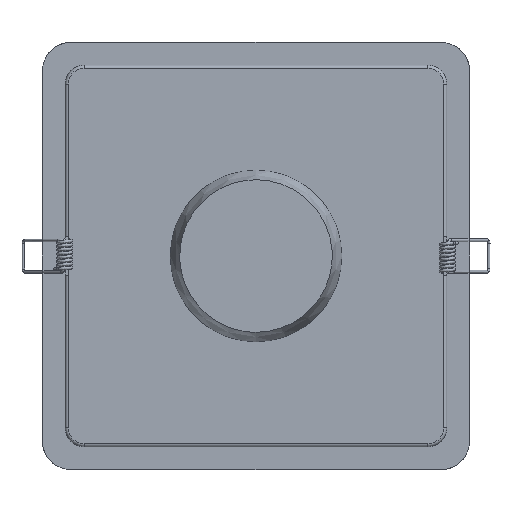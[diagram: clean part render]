
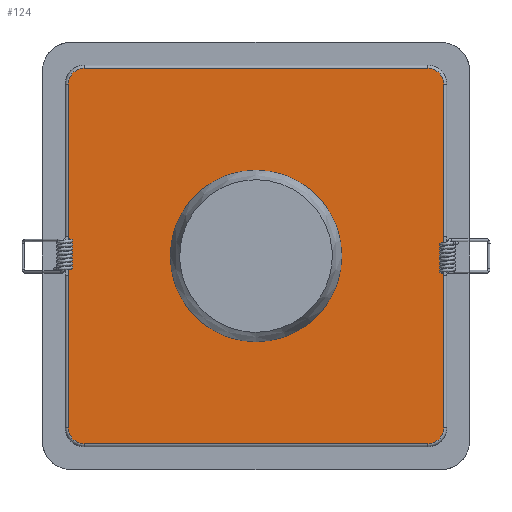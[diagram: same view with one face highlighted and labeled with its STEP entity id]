
A CAD part, front view. The second image highlights one B-rep face of the part: STEP entity #124.
In plain terms, the highlighted face is planar.
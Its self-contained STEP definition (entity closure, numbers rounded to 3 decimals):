
#1 = DIRECTION ( 'NONE',  ( 0., 0., 1. ) ) ;
#5 = LINE ( 'NONE', #1428, #4354 ) ;
#124 = ADVANCED_FACE ( 'NONE', ( #8764, #5215 ), #2450, .T. ) ;
#166 = EDGE_CURVE ( 'NONE', #4586, #6682, #3135, .T. ) ;
#211 = CARTESIAN_POINT ( 'NONE',  ( 98.5, -90., 10. ) ) ;
#288 = DIRECTION ( 'NONE',  ( 0., -1., 0. ) ) ;
#327 = LINE ( 'NONE', #5860, #393 ) ;
#393 = VECTOR ( 'NONE', #288, 1000. ) ;
#424 = ORIENTED_EDGE ( 'NONE', *, *, #1779, .T. ) ;
#455 = CARTESIAN_POINT ( 'NONE',  ( 98.5, -10., 10. ) ) ;
#494 = AXIS2_PLACEMENT_3D ( 'NONE', #1050, #4605, #5528 ) ;
#517 = DIRECTION ( 'NONE',  ( 0., 1., 0. ) ) ;
#553 = CIRCLE ( 'NONE', #3196, 8.5 ) ;
#559 = CARTESIAN_POINT ( 'NONE',  ( 0., 0., 10. ) ) ;
#609 = DIRECTION ( 'NONE',  ( -1., 0., 0. ) ) ;
#663 = CARTESIAN_POINT ( 'NONE',  ( 90., -98.5, 10. ) ) ;
#737 = EDGE_CURVE ( 'NONE', #4442, #1206, #5566, .T. ) ;
#778 = DIRECTION ( 'NONE',  ( 0., 1., 0. ) ) ;
#804 = VERTEX_POINT ( 'NONE', #8832 ) ;
#1020 = CARTESIAN_POINT ( 'NONE',  ( -90., 90., 10. ) ) ;
#1050 = CARTESIAN_POINT ( 'NONE',  ( 90., 90., 10. ) ) ;
#1138 = DIRECTION ( 'NONE',  ( 0., 1., 0. ) ) ;
#1206 = VERTEX_POINT ( 'NONE', #5908 ) ;
#1387 = LINE ( 'NONE', #6922, #7028 ) ;
#1428 = CARTESIAN_POINT ( 'NONE',  ( 90., -98.5, 10. ) ) ;
#1445 = ORIENTED_EDGE ( 'NONE', *, *, #7934, .F. ) ;
#1536 = EDGE_CURVE ( 'NONE', #6905, #7114, #327, .T. ) ;
#1558 = AXIS2_PLACEMENT_3D ( 'NONE', #559, #7711, #7057 ) ;
#1641 = VECTOR ( 'NONE', #4322, 1000. ) ;
#1660 = VERTEX_POINT ( 'NONE', #663 ) ;
#1704 = EDGE_CURVE ( 'NONE', #5828, #804, #5397, .T. ) ;
#1746 = CARTESIAN_POINT ( 'NONE',  ( -98.5, -10., 10. ) ) ;
#1761 = EDGE_LOOP ( 'NONE', ( #7773 ) ) ;
#1779 = EDGE_CURVE ( 'NONE', #7695, #5818, #1387, .T. ) ;
#1966 = EDGE_CURVE ( 'NONE', #1206, #7695, #553, .T. ) ;
#1967 = DIRECTION ( 'NONE',  ( 0., 0., 1. ) ) ;
#1977 = ORIENTED_EDGE ( 'NONE', *, *, #166, .T. ) ;
#2086 = DIRECTION ( 'NONE',  ( 0., 1., 0. ) ) ;
#2137 = LINE ( 'NONE', #3555, #1641 ) ;
#2296 = CARTESIAN_POINT ( 'NONE',  ( -90., 98.5, 10. ) ) ;
#2450 = PLANE ( 'NONE',  #494 ) ;
#2563 = CARTESIAN_POINT ( 'NONE',  ( 98.5, 10., 10. ) ) ;
#2814 = CARTESIAN_POINT ( 'NONE',  ( 98.5, 90., 10. ) ) ;
#2956 = DIRECTION ( 'NONE',  ( 0., 1., 0. ) ) ;
#3135 = LINE ( 'NONE', #455, #4761 ) ;
#3155 = CIRCLE ( 'NONE', #1558, 45. ) ;
#3184 = CARTESIAN_POINT ( 'NONE',  ( 90., 98.5, 10. ) ) ;
#3196 = AXIS2_PLACEMENT_3D ( 'NONE', #8432, #1, #2956 ) ;
#3444 = CIRCLE ( 'NONE', #8153, 8.5 ) ;
#3555 = CARTESIAN_POINT ( 'NONE',  ( 98.5, -10., 10. ) ) ;
#3714 = CARTESIAN_POINT ( 'NONE',  ( -98.5, 10., 10. ) ) ;
#3930 = EDGE_CURVE ( 'NONE', #5818, #6905, #5322, .T. ) ;
#3978 = ORIENTED_EDGE ( 'NONE', *, *, #4967, .F. ) ;
#4210 = DIRECTION ( 'NONE',  ( 0., 1., 0. ) ) ;
#4293 = ORIENTED_EDGE ( 'NONE', *, *, #5407, .T. ) ;
#4322 = DIRECTION ( 'NONE',  ( 0., -1., 0. ) ) ;
#4342 = CIRCLE ( 'NONE', #6710, 8.5 ) ;
#4354 = VECTOR ( 'NONE', #5025, 1000. ) ;
#4442 = VERTEX_POINT ( 'NONE', #2563 ) ;
#4520 = CARTESIAN_POINT ( 'NONE',  ( 98.5, -10., 10. ) ) ;
#4540 = ORIENTED_EDGE ( 'NONE', *, *, #737, .T. ) ;
#4586 = VERTEX_POINT ( 'NONE', #211 ) ;
#4605 = DIRECTION ( 'NONE',  ( 0., 0., 1. ) ) ;
#4737 = CARTESIAN_POINT ( 'NONE',  ( 90., -90., 10. ) ) ;
#4761 = VECTOR ( 'NONE', #5014, 1000. ) ;
#4778 = VERTEX_POINT ( 'NONE', #8217 ) ;
#4967 = EDGE_CURVE ( 'NONE', #4442, #6682, #2137, .T. ) ;
#5014 = DIRECTION ( 'NONE',  ( 0., 1., 0. ) ) ;
#5025 = DIRECTION ( 'NONE',  ( 1., 0., 0. ) ) ;
#5034 = ORIENTED_EDGE ( 'NONE', *, *, #1536, .T. ) ;
#5215 = FACE_OUTER_BOUND ( 'NONE', #7476, .T. ) ;
#5322 = CIRCLE ( 'NONE', #7840, 8.5 ) ;
#5397 = LINE ( 'NONE', #6075, #7469 ) ;
#5407 = EDGE_CURVE ( 'NONE', #4778, #1660, #5, .T. ) ;
#5463 = ORIENTED_EDGE ( 'NONE', *, *, #1966, .T. ) ;
#5518 = ORIENTED_EDGE ( 'NONE', *, *, #8372, .T. ) ;
#5528 = DIRECTION ( 'NONE',  ( 0., 1., 0. ) ) ;
#5565 = DIRECTION ( 'NONE',  ( 0., 0., 1. ) ) ;
#5566 = LINE ( 'NONE', #2814, #6080 ) ;
#5599 = ORIENTED_EDGE ( 'NONE', *, *, #6468, .T. ) ;
#5818 = VERTEX_POINT ( 'NONE', #2296 ) ;
#5828 = VERTEX_POINT ( 'NONE', #1746 ) ;
#5860 = CARTESIAN_POINT ( 'NONE',  ( -98.5, 10., 10. ) ) ;
#5908 = CARTESIAN_POINT ( 'NONE',  ( 98.5, 90., 10. ) ) ;
#5995 = DIRECTION ( 'NONE',  ( 0., 0., 1. ) ) ;
#6075 = CARTESIAN_POINT ( 'NONE',  ( -98.5, -90., 10. ) ) ;
#6080 = VECTOR ( 'NONE', #778, 1000. ) ;
#6277 = DIRECTION ( 'NONE',  ( 0., -1., 0. ) ) ;
#6319 = CARTESIAN_POINT ( 'NONE',  ( -98.5, -10., 10. ) ) ;
#6468 = EDGE_CURVE ( 'NONE', #804, #4778, #3444, .T. ) ;
#6682 = VERTEX_POINT ( 'NONE', #4520 ) ;
#6710 = AXIS2_PLACEMENT_3D ( 'NONE', #4737, #5565, #4210 ) ;
#6905 = VERTEX_POINT ( 'NONE', #8349 ) ;
#6922 = CARTESIAN_POINT ( 'NONE',  ( -90., 98.5, 10. ) ) ;
#7028 = VECTOR ( 'NONE', #609, 1000. ) ;
#7057 = DIRECTION ( 'NONE',  ( 0., 1., 0. ) ) ;
#7114 = VERTEX_POINT ( 'NONE', #3714 ) ;
#7143 = VECTOR ( 'NONE', #2086, 1000. ) ;
#7469 = VECTOR ( 'NONE', #6277, 1000. ) ;
#7476 = EDGE_LOOP ( 'NONE', ( #1445, #8081, #5599, #4293, #5518, #1977, #3978, #4540, #5463, #424, #9106, #5034 ) ) ;
#7513 = CARTESIAN_POINT ( 'NONE',  ( -90., -90., 10. ) ) ;
#7695 = VERTEX_POINT ( 'NONE', #3184 ) ;
#7711 = DIRECTION ( 'NONE',  ( 0., 0., 1. ) ) ;
#7773 = ORIENTED_EDGE ( 'NONE', *, *, #7959, .F. ) ;
#7840 = AXIS2_PLACEMENT_3D ( 'NONE', #1020, #5995, #517 ) ;
#7934 = EDGE_CURVE ( 'NONE', #5828, #7114, #8255, .T. ) ;
#7959 = EDGE_CURVE ( 'NONE', #8273, #8273, #3155, .T. ) ;
#8081 = ORIENTED_EDGE ( 'NONE', *, *, #1704, .T. ) ;
#8153 = AXIS2_PLACEMENT_3D ( 'NONE', #7513, #1967, #1138 ) ;
#8217 = CARTESIAN_POINT ( 'NONE',  ( -90., -98.5, 10. ) ) ;
#8225 = CARTESIAN_POINT ( 'NONE',  ( 0., 45., 10. ) ) ;
#8255 = LINE ( 'NONE', #6319, #7143 ) ;
#8273 = VERTEX_POINT ( 'NONE', #8225 ) ;
#8349 = CARTESIAN_POINT ( 'NONE',  ( -98.5, 90., 10. ) ) ;
#8372 = EDGE_CURVE ( 'NONE', #1660, #4586, #4342, .T. ) ;
#8432 = CARTESIAN_POINT ( 'NONE',  ( 90., 90., 10. ) ) ;
#8764 = FACE_BOUND ( 'NONE', #1761, .T. ) ;
#8832 = CARTESIAN_POINT ( 'NONE',  ( -98.5, -90., 10. ) ) ;
#9106 = ORIENTED_EDGE ( 'NONE', *, *, #3930, .T. ) ;
